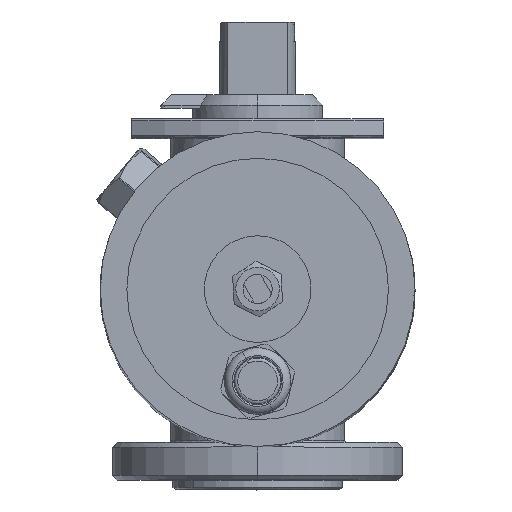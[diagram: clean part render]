
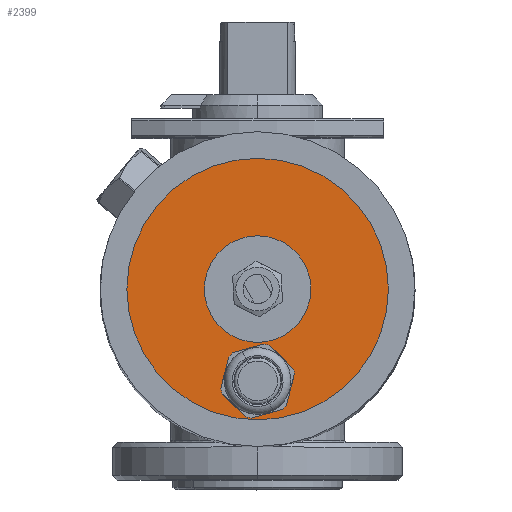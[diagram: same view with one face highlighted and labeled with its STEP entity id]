
A CAD part, top view. The second image highlights one B-rep face of the part: STEP entity #2399.
In plain terms, the highlighted planar face has unit normal (0, 0, 1).
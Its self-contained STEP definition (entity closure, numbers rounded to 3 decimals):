
#50 = DIRECTION ( 'NONE',  ( 0., 0., 1. ) ) ;
#90 = EDGE_LOOP ( 'NONE', ( #10314, #3074 ) ) ;
#255 = EDGE_CURVE ( 'Defeatured_0_1+Defeatured_0_2+Defeatured_0_2+Defeatured_0_2', #6073, #9257, #7210, .T. ) ;
#456 = ORIENTED_EDGE ( 'NONE', *, *, #7605, .T. ) ;
#572 = AXIS2_PLACEMENT_3D ( 'NONE', #4355, #11400, #5953 ) ;
#594 = DIRECTION ( 'NONE',  ( 0., 0., 1. ) ) ;
#666 = AXIS2_PLACEMENT_3D ( 'NONE', #9172, #3705, #8331 ) ;
#971 = VERTEX_POINT ( 'NONE', #6926 ) ;
#1094 = EDGE_CURVE ( 'Defeatured_0_132+Defeatured_0_1+Defeatured_0_1+Defeatured_0_1', #5266, #971, #4299, .T. ) ;
#1396 = PLANE ( 'NONE',  #2335 ) ;
#2027 = AXIS2_PLACEMENT_3D ( 'NONE', #11965, #2089, #4953 ) ;
#2089 = DIRECTION ( 'NONE',  ( 0., 0., 1. ) ) ;
#2335 = AXIS2_PLACEMENT_3D ( 'NONE', #8635, #50, #5014 ) ;
#2344 = CARTESIAN_POINT ( 'NONE',  ( -3.25, -12.8, 145.1 ) ) ;
#2399 = ADVANCED_FACE ( 'Defeatured_0_1', ( #8644, #8218, #9041 ), #1396, .T. ) ;
#2417 = CARTESIAN_POINT ( 'NONE',  ( 0., 0., 145.1 ) ) ;
#2769 = CIRCLE ( 'NONE', #5938, 11. ) ;
#3074 = ORIENTED_EDGE ( 'NONE', *, *, #8365, .F. ) ;
#3075 = CIRCLE ( 'NONE', #666, 11. ) ;
#3111 = EDGE_CURVE ( 'Defeatured_0_133+Defeatured_0_1+Defeatured_0_1+Defeatured_0_1', #11418, #10289, #2769, .T. ) ;
#3439 = CARTESIAN_POINT ( 'NONE',  ( 11., 0., 145.1 ) ) ;
#3583 = EDGE_LOOP ( 'NONE', ( #456, #11571 ) ) ;
#3705 = DIRECTION ( 'NONE',  ( 0., 0., 1. ) ) ;
#3865 = AXIS2_PLACEMENT_3D ( 'NONE', #8812, #7167, #7764 ) ;
#4215 = EDGE_LOOP ( 'NONE', ( #9317, #8734 ) ) ;
#4299 = CIRCLE ( 'NONE', #2027, 7. ) ;
#4355 = CARTESIAN_POINT ( 'NONE',  ( 0., 0., 145.1 ) ) ;
#4402 = AXIS2_PLACEMENT_3D ( 'NONE', #11424, #594, #9223 ) ;
#4557 = CIRCLE ( 'NONE', #4402, 7. ) ;
#4953 = DIRECTION ( 'NONE',  ( 1., 0., 0. ) ) ;
#5014 = DIRECTION ( 'NONE',  ( 1., 0., 0. ) ) ;
#5186 = CIRCLE ( 'NONE', #3865, 27. ) ;
#5266 = VERTEX_POINT ( 'NONE', #2344 ) ;
#5938 = AXIS2_PLACEMENT_3D ( 'NONE', #2417, #11092, #10483 ) ;
#5953 = DIRECTION ( 'NONE',  ( 1., 0., 0. ) ) ;
#6073 = VERTEX_POINT ( 'NONE', #6604 ) ;
#6604 = CARTESIAN_POINT ( 'NONE',  ( -27., 0., 145.1 ) ) ;
#6926 = CARTESIAN_POINT ( 'NONE',  ( 3.25, -25.2, 145.1 ) ) ;
#7167 = DIRECTION ( 'NONE',  ( 0., 0., 1. ) ) ;
#7210 = CIRCLE ( 'NONE', #572, 27. ) ;
#7340 = CARTESIAN_POINT ( 'NONE',  ( -11., 0., 145.1 ) ) ;
#7605 = EDGE_CURVE ( 'Defeatured_0_1+Defeatured_0_2+Defeatured_0_2+Defeatured_0_2', #9257, #6073, #5186, .T. ) ;
#7764 = DIRECTION ( 'NONE',  ( 1., 0., 0. ) ) ;
#8044 = CARTESIAN_POINT ( 'NONE',  ( 27., 0., 145.1 ) ) ;
#8218 = FACE_BOUND ( 'NONE', #4215, .T. ) ;
#8331 = DIRECTION ( 'NONE',  ( 0., 1., 0. ) ) ;
#8365 = EDGE_CURVE ( 'Defeatured_0_133+Defeatured_0_1+Defeatured_0_1+Defeatured_0_1', #10289, #11418, #3075, .T. ) ;
#8483 = EDGE_CURVE ( 'Defeatured_0_132+Defeatured_0_1+Defeatured_0_1+Defeatured_0_1', #971, #5266, #4557, .T. ) ;
#8635 = CARTESIAN_POINT ( 'NONE',  ( 0., 0., 145.1 ) ) ;
#8644 = FACE_BOUND ( 'NONE', #90, .T. ) ;
#8734 = ORIENTED_EDGE ( 'NONE', *, *, #1094, .F. ) ;
#8812 = CARTESIAN_POINT ( 'NONE',  ( 0., 0., 145.1 ) ) ;
#9041 = FACE_OUTER_BOUND ( 'NONE', #3583, .T. ) ;
#9172 = CARTESIAN_POINT ( 'NONE',  ( 0., 0., 145.1 ) ) ;
#9223 = DIRECTION ( 'NONE',  ( 1., 0., 0. ) ) ;
#9257 = VERTEX_POINT ( 'NONE', #8044 ) ;
#9317 = ORIENTED_EDGE ( 'NONE', *, *, #8483, .F. ) ;
#10289 = VERTEX_POINT ( 'NONE', #3439 ) ;
#10314 = ORIENTED_EDGE ( 'NONE', *, *, #3111, .F. ) ;
#10483 = DIRECTION ( 'NONE',  ( 0., 1., 0. ) ) ;
#11092 = DIRECTION ( 'NONE',  ( 0., 0., 1. ) ) ;
#11400 = DIRECTION ( 'NONE',  ( 0., 0., 1. ) ) ;
#11418 = VERTEX_POINT ( 'NONE', #7340 ) ;
#11424 = CARTESIAN_POINT ( 'NONE',  ( 0., -19., 145.1 ) ) ;
#11571 = ORIENTED_EDGE ( 'NONE', *, *, #255, .T. ) ;
#11965 = CARTESIAN_POINT ( 'NONE',  ( 0., -19., 145.1 ) ) ;
